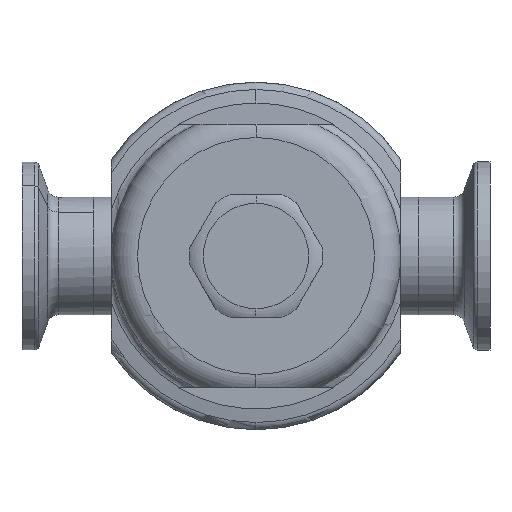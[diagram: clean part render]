
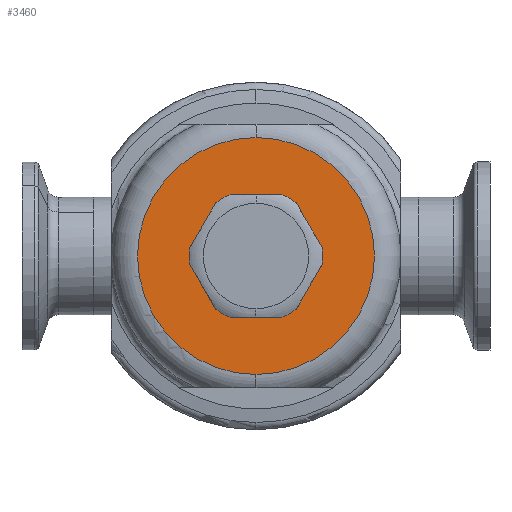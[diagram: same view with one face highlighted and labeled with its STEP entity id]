
A CAD part, front view. The second image highlights one B-rep face of the part: STEP entity #3460.
In plain terms, the highlighted planar face has unit normal (0, -1, 0).
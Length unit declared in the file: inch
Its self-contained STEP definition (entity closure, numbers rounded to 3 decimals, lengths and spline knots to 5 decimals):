
#25 = EDGE_CURVE ( 'NONE', #4914, #4642, #3776, .T. ) ;
#31 = ORIENTED_EDGE ( 'NONE', *, *, #2362, .F. ) ;
#39 = CARTESIAN_POINT ( 'NONE',  ( 0.25259, -2.25158, 0.4375 ) ) ;
#59 = DIRECTION ( 'NONE',  ( 0., 0., -1. ) ) ;
#63 = EDGE_CURVE ( 'NONE', #322, #149, #566, .T. ) ;
#99 = DIRECTION ( 'NONE',  ( 0., -1., 0. ) ) ;
#149 = VERTEX_POINT ( 'NONE', #5225 ) ;
#272 = CARTESIAN_POINT ( 'NONE',  ( 0.35, -2.25158, 0. ) ) ;
#322 = VERTEX_POINT ( 'NONE', #1588 ) ;
#388 = ORIENTED_EDGE ( 'NONE', *, *, #2806, .F. ) ;
#442 = CARTESIAN_POINT ( 'NONE',  ( 0.28639, -2.25158, -0.37895 ) ) ;
#486 = VECTOR ( 'NONE', #2284, 39.37008 ) ;
#514 = EDGE_CURVE ( 'NONE', #2909, #4329, #2114, .T. ) ;
#542 = LINE ( 'NONE', #2205, #3445 ) ;
#557 = VECTOR ( 'NONE', #1330, 39.37008 ) ;
#566 = CIRCLE ( 'NONE', #902, 0.84375 ) ;
#624 = FACE_OUTER_BOUND ( 'NONE', #5176, .T. ) ;
#626 = CARTESIAN_POINT ( 'NONE',  ( 0.18498, -2.25158, 0.4375 ) ) ;
#688 = EDGE_CURVE ( 'NONE', #2720, #3993, #2048, .T. ) ;
#706 = AXIS2_PLACEMENT_3D ( 'NONE', #927, #3811, #983 ) ;
#713 = VERTEX_POINT ( 'NONE', #626 ) ;
#735 = EDGE_CURVE ( 'NONE', #3756, #2720, #933, .T. ) ;
#794 = AXIS2_PLACEMENT_3D ( 'NONE', #272, #3551, #3956 ) ;
#841 = CARTESIAN_POINT ( 'NONE',  ( -0.50518, -2.25158, 0. ) ) ;
#854 = VECTOR ( 'NONE', #3715, 39.37008 ) ;
#902 = AXIS2_PLACEMENT_3D ( 'NONE', #5161, #2220, #987 ) ;
#927 = CARTESIAN_POINT ( 'NONE',  ( 0., -2.25158, 0. ) ) ;
#933 = CIRCLE ( 'NONE', #1785, 0.475 ) ;
#983 = DIRECTION ( 'NONE',  ( 0., 0., -1. ) ) ;
#985 = AXIS2_PLACEMENT_3D ( 'NONE', #4235, #99, #1767 ) ;
#987 = DIRECTION ( 'NONE',  ( 0., 0., -1. ) ) ;
#1039 = DIRECTION ( 'NONE',  ( 0., -1., 0. ) ) ;
#1085 = PLANE ( 'NONE',  #794 ) ;
#1295 = CARTESIAN_POINT ( 'NONE',  ( -0.47138, -2.25158, 0.05855 ) ) ;
#1302 = CIRCLE ( 'NONE', #706, 0.475 ) ;
#1330 = DIRECTION ( 'NONE',  ( -0.5, 0., 0.866 ) ) ;
#1353 = EDGE_CURVE ( 'NONE', #3648, #3756, #3517, .T. ) ;
#1422 = DIRECTION ( 'NONE',  ( 0., 0., -1. ) ) ;
#1563 = DIRECTION ( 'NONE',  ( 0., 0., -1. ) ) ;
#1588 = CARTESIAN_POINT ( 'NONE',  ( 0., -2.25158, 0.84375 ) ) ;
#1630 = AXIS2_PLACEMENT_3D ( 'NONE', #1847, #1039, #1422 ) ;
#1724 = LINE ( 'NONE', #3500, #486 ) ;
#1727 = EDGE_LOOP ( 'NONE', ( #2591, #3364, #388, #2214, #5285, #4599, #3799, #5020, #31, #4376, #5182, #3346 ) ) ;
#1767 = DIRECTION ( 'NONE',  ( 0., 0., -1. ) ) ;
#1784 = CIRCLE ( 'NONE', #3144, 0.84375 ) ;
#1785 = AXIS2_PLACEMENT_3D ( 'NONE', #3608, #4451, #1563 ) ;
#1813 = DIRECTION ( 'NONE',  ( 0., -1., 0. ) ) ;
#1833 = DIRECTION ( 'NONE',  ( 0.5, 0., 0.866 ) ) ;
#1847 = CARTESIAN_POINT ( 'NONE',  ( 0., -2.25158, 0. ) ) ;
#1975 = CARTESIAN_POINT ( 'NONE',  ( 0.28639, -2.25158, 0.37895 ) ) ;
#2048 = LINE ( 'NONE', #2699, #3639 ) ;
#2102 = AXIS2_PLACEMENT_3D ( 'NONE', #3850, #1813, #3407 ) ;
#2114 = LINE ( 'NONE', #39, #557 ) ;
#2205 = CARTESIAN_POINT ( 'NONE',  ( 0.50518, -2.25158, 0. ) ) ;
#2214 = ORIENTED_EDGE ( 'NONE', *, *, #25, .F. ) ;
#2220 = DIRECTION ( 'NONE',  ( 0., -1., 0. ) ) ;
#2284 = DIRECTION ( 'NONE',  ( -1., 0., 0. ) ) ;
#2296 = DIRECTION ( 'NONE',  ( 1., 0., 0. ) ) ;
#2362 = EDGE_CURVE ( 'NONE', #4408, #2981, #542, .T. ) ;
#2371 = EDGE_CURVE ( 'NONE', #4329, #713, #2605, .T. ) ;
#2591 = ORIENTED_EDGE ( 'NONE', *, *, #1353, .F. ) ;
#2605 = CIRCLE ( 'NONE', #2102, 0.475 ) ;
#2680 = VECTOR ( 'NONE', #2823, 39.37008 ) ;
#2699 = CARTESIAN_POINT ( 'NONE',  ( 0.25259, -2.25158, -0.4375 ) ) ;
#2713 = CARTESIAN_POINT ( 'NONE',  ( 0.47138, -2.25158, -0.05855 ) ) ;
#2720 = VERTEX_POINT ( 'NONE', #3333 ) ;
#2806 = EDGE_CURVE ( 'NONE', #4642, #4576, #3620, .T. ) ;
#2823 = DIRECTION ( 'NONE',  ( 0.5, 0., -0.866 ) ) ;
#2874 = EDGE_CURVE ( 'NONE', #3993, #4408, #1302, .T. ) ;
#2880 = EDGE_CURVE ( 'NONE', #4576, #3648, #4988, .T. ) ;
#2909 = VERTEX_POINT ( 'NONE', #5051 ) ;
#2981 = VERTEX_POINT ( 'NONE', #2713 ) ;
#3046 = EDGE_CURVE ( 'NONE', #2981, #2909, #3368, .T. ) ;
#3073 = ORIENTED_EDGE ( 'NONE', *, *, #63, .T. ) ;
#3144 = AXIS2_PLACEMENT_3D ( 'NONE', #4601, #4623, #59 ) ;
#3333 = CARTESIAN_POINT ( 'NONE',  ( -0.18498, -2.25158, -0.4375 ) ) ;
#3346 = ORIENTED_EDGE ( 'NONE', *, *, #735, .F. ) ;
#3364 = ORIENTED_EDGE ( 'NONE', *, *, #2880, .F. ) ;
#3368 = CIRCLE ( 'NONE', #5267, 0.475 ) ;
#3407 = DIRECTION ( 'NONE',  ( 0., 0., -1. ) ) ;
#3418 = CARTESIAN_POINT ( 'NONE',  ( -0.47138, -2.25158, -0.05855 ) ) ;
#3445 = VECTOR ( 'NONE', #1833, 39.37008 ) ;
#3460 = ADVANCED_FACE ( 'NONE', ( #624, #4440 ), #1085, .T. ) ;
#3500 = CARTESIAN_POINT ( 'NONE',  ( -0.25259, -2.25158, 0.4375 ) ) ;
#3517 = LINE ( 'NONE', #5315, #2680 ) ;
#3551 = DIRECTION ( 'NONE',  ( 0., -1., 0. ) ) ;
#3608 = CARTESIAN_POINT ( 'NONE',  ( 0., -2.25158, 0. ) ) ;
#3620 = LINE ( 'NONE', #841, #854 ) ;
#3639 = VECTOR ( 'NONE', #2296, 39.37008 ) ;
#3648 = VERTEX_POINT ( 'NONE', #3418 ) ;
#3715 = DIRECTION ( 'NONE',  ( -0.5, 0., -0.866 ) ) ;
#3756 = VERTEX_POINT ( 'NONE', #4788 ) ;
#3776 = CIRCLE ( 'NONE', #1630, 0.475 ) ;
#3799 = ORIENTED_EDGE ( 'NONE', *, *, #514, .F. ) ;
#3811 = DIRECTION ( 'NONE',  ( 0., -1., 0. ) ) ;
#3837 = CARTESIAN_POINT ( 'NONE',  ( -0.28639, -2.25158, 0.37895 ) ) ;
#3850 = CARTESIAN_POINT ( 'NONE',  ( 0., -2.25158, 0. ) ) ;
#3956 = DIRECTION ( 'NONE',  ( 0., 0., -1. ) ) ;
#3993 = VERTEX_POINT ( 'NONE', #4066 ) ;
#4034 = CARTESIAN_POINT ( 'NONE',  ( 0., -2.25158, 0. ) ) ;
#4066 = CARTESIAN_POINT ( 'NONE',  ( 0.18498, -2.25158, -0.4375 ) ) ;
#4191 = CARTESIAN_POINT ( 'NONE',  ( -0.18498, -2.25158, 0.4375 ) ) ;
#4220 = EDGE_CURVE ( 'NONE', #713, #4914, #1724, .T. ) ;
#4235 = CARTESIAN_POINT ( 'NONE',  ( 0., -2.25158, 0. ) ) ;
#4329 = VERTEX_POINT ( 'NONE', #1975 ) ;
#4376 = ORIENTED_EDGE ( 'NONE', *, *, #2874, .F. ) ;
#4408 = VERTEX_POINT ( 'NONE', #442 ) ;
#4440 = FACE_BOUND ( 'NONE', #1727, .T. ) ;
#4451 = DIRECTION ( 'NONE',  ( 0., -1., 0. ) ) ;
#4576 = VERTEX_POINT ( 'NONE', #1295 ) ;
#4599 = ORIENTED_EDGE ( 'NONE', *, *, #2371, .F. ) ;
#4601 = CARTESIAN_POINT ( 'NONE',  ( 0., -2.25158, 0. ) ) ;
#4623 = DIRECTION ( 'NONE',  ( 0., -1., 0. ) ) ;
#4642 = VERTEX_POINT ( 'NONE', #3837 ) ;
#4651 = ORIENTED_EDGE ( 'NONE', *, *, #4948, .T. ) ;
#4788 = CARTESIAN_POINT ( 'NONE',  ( -0.28639, -2.25158, -0.37895 ) ) ;
#4828 = DIRECTION ( 'NONE',  ( 0., 0., -1. ) ) ;
#4879 = DIRECTION ( 'NONE',  ( 0., -1., 0. ) ) ;
#4914 = VERTEX_POINT ( 'NONE', #4191 ) ;
#4948 = EDGE_CURVE ( 'NONE', #149, #322, #1784, .T. ) ;
#4988 = CIRCLE ( 'NONE', #985, 0.475 ) ;
#5020 = ORIENTED_EDGE ( 'NONE', *, *, #3046, .F. ) ;
#5051 = CARTESIAN_POINT ( 'NONE',  ( 0.47138, -2.25158, 0.05855 ) ) ;
#5161 = CARTESIAN_POINT ( 'NONE',  ( 0., -2.25158, 0. ) ) ;
#5176 = EDGE_LOOP ( 'NONE', ( #4651, #3073 ) ) ;
#5182 = ORIENTED_EDGE ( 'NONE', *, *, #688, .F. ) ;
#5225 = CARTESIAN_POINT ( 'NONE',  ( 0., -2.25158, -0.84375 ) ) ;
#5267 = AXIS2_PLACEMENT_3D ( 'NONE', #4034, #4879, #4828 ) ;
#5285 = ORIENTED_EDGE ( 'NONE', *, *, #4220, .F. ) ;
#5315 = CARTESIAN_POINT ( 'NONE',  ( -0.25259, -2.25158, -0.4375 ) ) ;
